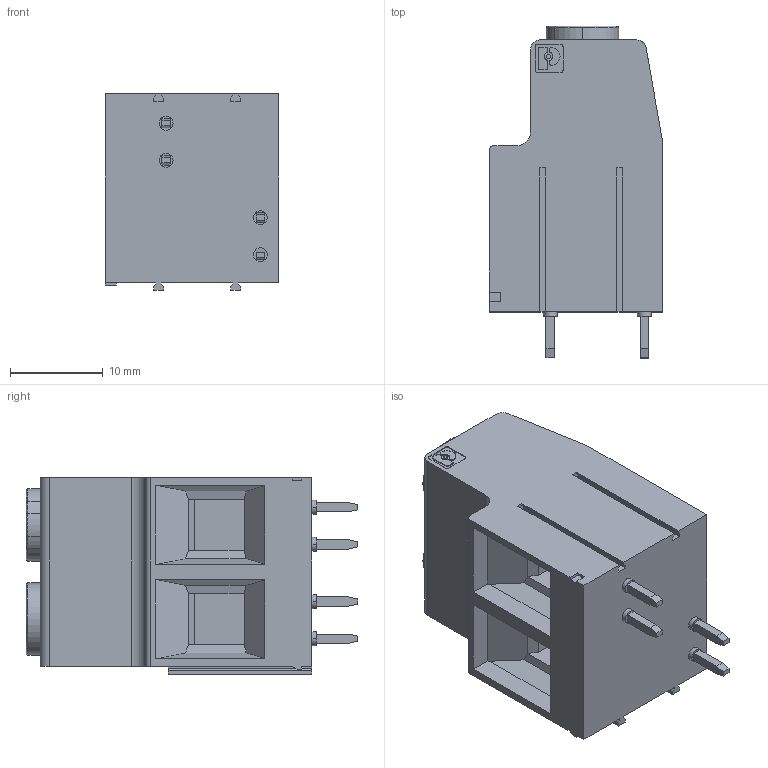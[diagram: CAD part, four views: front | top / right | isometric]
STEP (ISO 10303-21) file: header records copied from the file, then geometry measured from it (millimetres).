
FILE_DESCRIPTION(('SolidDesigner STEP Export'),'2;1');
FILE_NAME('mkds_10_hv-2-zb-10.16.stp','2006-06-28T14:18:21',(''),(''),'OneSpace Designer STEP processor for AP214 (Solid Model)','OneSpace Designer 13.01 05-Feb-2005 (C) CoCreate Software GmbH','');
FILE_SCHEMA(('AUTOMOTIVE_DESIGN { 1 0 10303 214 1 1 1 1 }'));
Length unit declared in the file: millimetre
Products named in the file (2): mkds_10_hv-2-zb-10.16
Assembly tree (1 placements, depth 2):
  mkds_10_hv-2-zb-10.16
    mkds_10_hv-2-zb-10.16
Bounding box: 18.7 x 35.75 x 21.18 mm (x, y, z)
Volume: 8382.2 mm3; surface area: 4170 mm2
Topology: 1 solids, 1 shells, 210 faces, 543 edges, 355 vertices
Faces by surface type: plane 150, cylinder 52, torus 8
Entity records: 8228 total; most frequent: CARTESIAN_POINT 1606, ORIENTED_EDGE 1086, DIRECTION 919, EDGE_CURVE 543, VECTOR 395, LINE 395, VERTEX_POINT 355, AXIS2_PLACEMENT_3D 262
